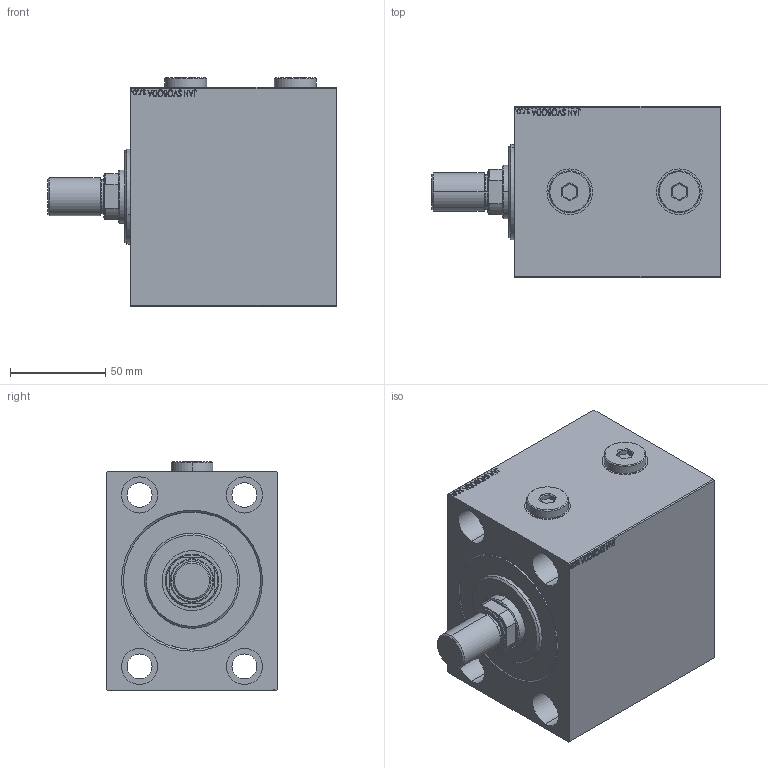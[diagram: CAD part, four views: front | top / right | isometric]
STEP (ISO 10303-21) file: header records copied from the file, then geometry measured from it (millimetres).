
FILE_DESCRIPTION (( 'STEP AP203' ), '1' );
FILE_NAME ('d907.STEP', '2025-05-21T07:50:55', ( '' ), ( '' ), 'SwSTEP 2.0', 'SolidWorks 2019', '' );
FILE_SCHEMA (( 'CONFIG_CONTROL_DESIGN' ));
Length unit declared in the file: millimetre
Products named in the file (6): Zatka_OIL_PORT e629d8d1c63200eb1b13b00bb47696f2; d907; V450CM_C_VCP e629d8d1c63200eb1b13b00bb47696f2; V450CM_C_Body e629d8d1c63200eb1b13b00bb47696f2; V450CM_MALE_METRIC e629d8d1c63200eb1b13b00bb47696f2; V450CM_VC_B e629d8d1c63200eb1b13b00bb47696f2
Assembly tree (6 placements, depth 2):
  d907
    V450CM_C_Body e629d8d1c63200eb1b13b00bb47696f2
    V450CM_C_VCP e629d8d1c63200eb1b13b00bb47696f2
    V450CM_VC_B e629d8d1c63200eb1b13b00bb47696f2
    V450CM_MALE_METRIC e629d8d1c63200eb1b13b00bb47696f2
    Zatka_OIL_PORT e629d8d1c63200eb1b13b00bb47696f2  x2
Bounding box: 151.5 x 90 x 119.9 mm (x, y, z)
Volume: 974174 mm3; surface area: 143614.8 mm2
Topology: 6 solids, 6 shells, 933 faces, 2360 edges, 1557 vertices
Faces by surface type: plane 447, bspline 380, cylinder 82, cone 22, torus 2
Entity records: 45810 total; most frequent: CARTESIAN_POINT 25530, ORIENTED_EDGE 4636, DIRECTION 2808, EDGE_CURVE 2318, VERTEX_POINT 1533, VECTOR 1362, LINE 1362, EDGE_LOOP 1051
